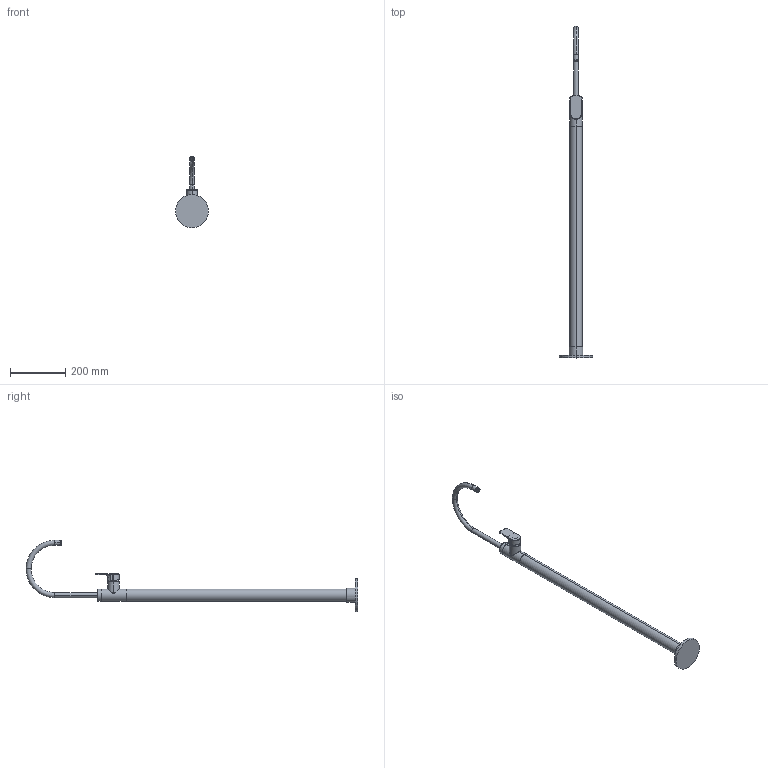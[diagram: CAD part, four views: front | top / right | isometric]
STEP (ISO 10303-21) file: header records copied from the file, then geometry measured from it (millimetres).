
FILE_DESCRIPTION (( 'STEP AP214' ), '1' );
FILE_NAME ('3154._bordi_esterni.STEP', '2024-10-29T07:27:30', ( '' ), ( '' ), 'SwSTEP 2.0', 'SolidWorks 2018', '' );
FILE_SCHEMA (( 'AUTOMOTIVE_DESIGN' ));
Length unit declared in the file: millimetre
Products named in the file (1): 3154._bordi_esterni
Bounding box: 120 x 1203.4 x 259 mm (x, y, z)
Surface area: 201463.1 mm2 (no closed solid volume)
Topology: 0 solids, 7 shells, 90 faces, 300 edges, 210 vertices
Faces by surface type: cylinder 32, plane 32, bspline 20, torus 6
Entity records: 5934 total; most frequent: CARTESIAN_POINT 2519, ORIENTED_EDGE 469, DIRECTION 447, EDGE_CURVE 300, VERTEX_POINT 210, AXIS2_PLACEMENT_3D 160, VECTOR 127, LINE 127
